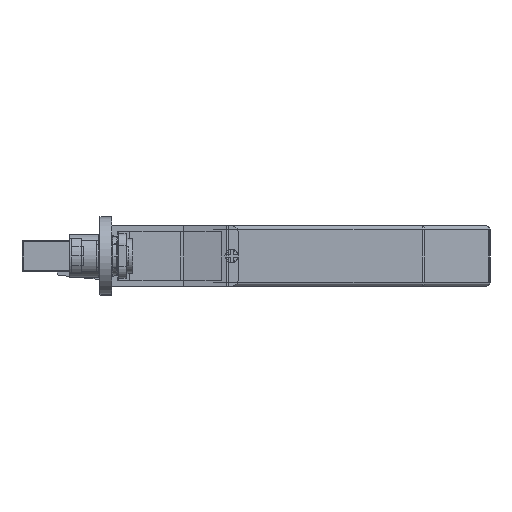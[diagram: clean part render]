
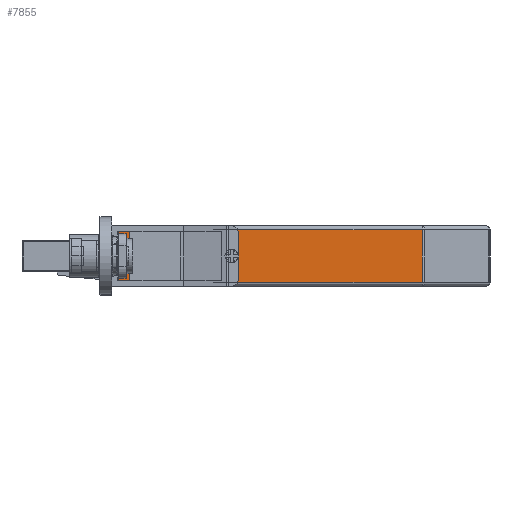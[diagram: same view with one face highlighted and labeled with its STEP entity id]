
A CAD part, front view. The second image highlights one B-rep face of the part: STEP entity #7855.
In plain terms, the highlighted face is planar.
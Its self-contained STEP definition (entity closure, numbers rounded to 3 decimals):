
#477 = AXIS2_PLACEMENT_3D ( 'NONE', #14517, #4775, #3397 ) ;
#552 = VERTEX_POINT ( 'NONE', #7612 ) ;
#784 = VERTEX_POINT ( 'NONE', #12203 ) ;
#1036 = CARTESIAN_POINT ( 'NONE',  ( 93.586, 145.3, 12.75 ) ) ;
#1059 = VERTEX_POINT ( 'NONE', #3787 ) ;
#1298 = LINE ( 'NONE', #1389, #10026 ) ;
#1389 = CARTESIAN_POINT ( 'NONE',  ( 93.586, 145.3, -1.75 ) ) ;
#1435 = LINE ( 'NONE', #8419, #18112 ) ;
#1513 = EDGE_CURVE ( 'NONE', #12146, #552, #16010, .T. ) ;
#1584 = VECTOR ( 'NONE', #14153, 1000. ) ;
#2097 = ORIENTED_EDGE ( 'NONE', *, *, #16068, .T. ) ;
#3076 = EDGE_CURVE ( 'NONE', #1059, #5852, #9672, .T. ) ;
#3397 = DIRECTION ( 'NONE',  ( 0., 0., -1. ) ) ;
#3775 = VECTOR ( 'NONE', #12226, 1000. ) ;
#3787 = CARTESIAN_POINT ( 'NONE',  ( 14., 145.3, 12.75 ) ) ;
#4097 = CARTESIAN_POINT ( 'NONE',  ( 44.75, 145.3, 7.75 ) ) ;
#4775 = DIRECTION ( 'NONE',  ( 0., -1., 0. ) ) ;
#5703 = FACE_BOUND ( 'NONE', #7447, .T. ) ;
#5799 = FACE_OUTER_BOUND ( 'NONE', #11947, .T. ) ;
#5852 = VERTEX_POINT ( 'NONE', #1036 ) ;
#6608 = LINE ( 'NONE', #12321, #3775 ) ;
#6662 = EDGE_CURVE ( 'NONE', #552, #12146, #9279, .T. ) ;
#7002 = ORIENTED_EDGE ( 'NONE', *, *, #11037, .T. ) ;
#7447 = EDGE_LOOP ( 'NONE', ( #16001, #16026 ) ) ;
#7612 = CARTESIAN_POINT ( 'NONE',  ( 44.75, 145.3, 4.25 ) ) ;
#7855 = ADVANCED_FACE ( 'NONE', ( #5703, #5799 ), #16827, .T. ) ;
#8419 = CARTESIAN_POINT ( 'NONE',  ( 14., 145.3, -1.75 ) ) ;
#9279 = CIRCLE ( 'NONE', #477, 1.75 ) ;
#9672 = LINE ( 'NONE', #15801, #1584 ) ;
#10026 = VECTOR ( 'NONE', #18116, 1000. ) ;
#10117 = DIRECTION ( 'NONE',  ( 0., 0., 1. ) ) ;
#10750 = CARTESIAN_POINT ( 'NONE',  ( 44.75, 145.3, 6. ) ) ;
#11037 = EDGE_CURVE ( 'NONE', #5852, #784, #1298, .T. ) ;
#11412 = DIRECTION ( 'NONE',  ( 0., 1., 0. ) ) ;
#11517 = ORIENTED_EDGE ( 'NONE', *, *, #14740, .T. ) ;
#11947 = EDGE_LOOP ( 'NONE', ( #11517, #12137, #7002, #2097 ) ) ;
#12137 = ORIENTED_EDGE ( 'NONE', *, *, #3076, .T. ) ;
#12146 = VERTEX_POINT ( 'NONE', #4097 ) ;
#12203 = CARTESIAN_POINT ( 'NONE',  ( 93.586, 145.3, -0.75 ) ) ;
#12226 = DIRECTION ( 'NONE',  ( -1., 0., 0. ) ) ;
#12321 = CARTESIAN_POINT ( 'NONE',  ( 14., 145.3, -0.75 ) ) ;
#12519 = CARTESIAN_POINT ( 'NONE',  ( 14., 145.3, -1.75 ) ) ;
#13093 = AXIS2_PLACEMENT_3D ( 'NONE', #10750, #13161, #17375 ) ;
#13161 = DIRECTION ( 'NONE',  ( 0., -1., 0. ) ) ;
#14153 = DIRECTION ( 'NONE',  ( 1., 0., 0. ) ) ;
#14517 = CARTESIAN_POINT ( 'NONE',  ( 44.75, 145.3, 6. ) ) ;
#14740 = EDGE_CURVE ( 'NONE', #16334, #1059, #1435, .T. ) ;
#15173 = AXIS2_PLACEMENT_3D ( 'NONE', #12519, #11412, #10117 ) ;
#15499 = DIRECTION ( 'NONE',  ( 0., 0., 1. ) ) ;
#15801 = CARTESIAN_POINT ( 'NONE',  ( 14., 145.3, 12.75 ) ) ;
#16001 = ORIENTED_EDGE ( 'NONE', *, *, #6662, .T. ) ;
#16010 = CIRCLE ( 'NONE', #13093, 1.75 ) ;
#16026 = ORIENTED_EDGE ( 'NONE', *, *, #1513, .T. ) ;
#16068 = EDGE_CURVE ( 'NONE', #784, #16334, #6608, .T. ) ;
#16334 = VERTEX_POINT ( 'NONE', #17244 ) ;
#16827 = PLANE ( 'NONE',  #15173 ) ;
#17244 = CARTESIAN_POINT ( 'NONE',  ( 14., 145.3, -0.75 ) ) ;
#17375 = DIRECTION ( 'NONE',  ( 0., 0., -1. ) ) ;
#18112 = VECTOR ( 'NONE', #15499, 1000. ) ;
#18116 = DIRECTION ( 'NONE',  ( 0., 0., -1. ) ) ;
